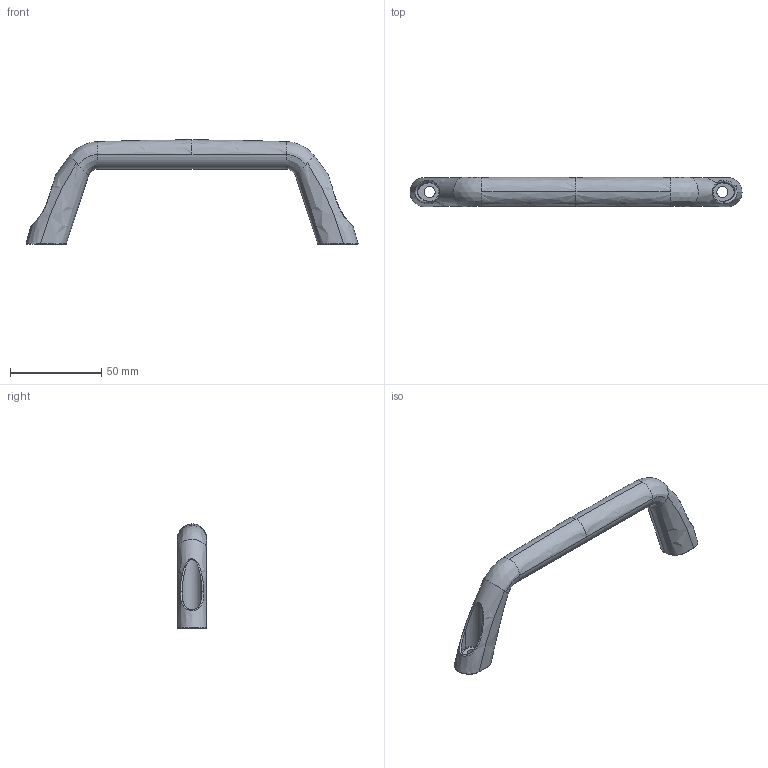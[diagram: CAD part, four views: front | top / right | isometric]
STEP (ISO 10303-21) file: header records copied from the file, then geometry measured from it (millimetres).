
FILE_DESCRIPTION( (''), '2;1');
FILE_NAME ('PC3554.19328.THA_476SUS_160_13620.stp','2025-12-23T15:58:21',(''),(''),'spGate 20.6.3 (****-****-****-****)','','');
FILE_SCHEMA (('AUTOMOTIVE_DESIGN'));
Length unit declared in the file: millimetre
Bounding box: 181.59 x 16.11 x 57 mm (x, y, z)
Volume: 43024 mm3; surface area: 13078.2 mm2
Topology: 1 solids, 1 shells, 52 faces, 119 edges, 73 vertices
Faces by surface type: bspline 34, cylinder 12, plane 6
Entity records: 6584 total; most frequent: CARTESIAN_POINT 4617, ORIENTED_EDGE 238, COLOUR_RGB 172, PRESENTATION_STYLE_ASSIGNMENT 172, STYLED_ITEM 172, DIRECTION 159, EDGE_CURVE 119, DRAUGHTING_PRE_DEFINED_CURVE_FONT 119
